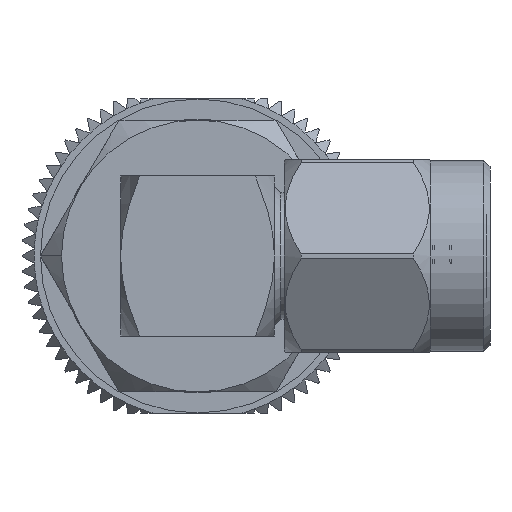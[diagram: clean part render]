
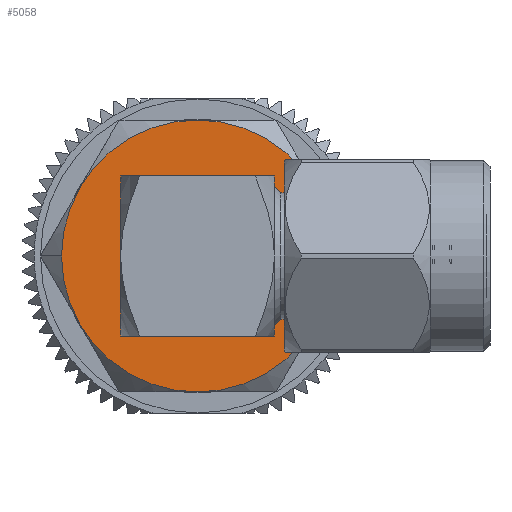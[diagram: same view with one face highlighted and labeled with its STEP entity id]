
A CAD part, left-side view. The second image highlights one B-rep face of the part: STEP entity #5058.
In plain terms, the highlighted planar face has unit normal (-1, 0, 0).
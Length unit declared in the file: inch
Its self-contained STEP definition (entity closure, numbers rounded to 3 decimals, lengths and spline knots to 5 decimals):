
#208 = EDGE_CURVE ( 'NONE', #16063, #7277, #10028, .T. ) ;
#269 = AXIS2_PLACEMENT_3D ( 'NONE', #16564, #13301, #8946 ) ;
#614 = VERTEX_POINT ( 'NONE', #6020 ) ;
#1033 = CARTESIAN_POINT ( 'NONE',  ( 0., -0.11042, 0.19125 ) ) ;
#1226 = DIRECTION ( 'NONE',  ( 0., 0., -1. ) ) ;
#1229 = VERTEX_POINT ( 'NONE', #13802 ) ;
#1627 = DIRECTION ( 'NONE',  ( 1., 0., 0. ) ) ;
#1724 = EDGE_CURVE ( 'NONE', #614, #12036, #14237, .T. ) ;
#1872 = DIRECTION ( 'NONE',  ( 1., 0., 0. ) ) ;
#2219 = CARTESIAN_POINT ( 'NONE',  ( 0., 0., 0. ) ) ;
#2234 = EDGE_CURVE ( 'NONE', #1229, #7305, #15649, .T. ) ;
#2258 = ORIENTED_EDGE ( 'NONE', *, *, #208, .F. ) ;
#2486 = EDGE_LOOP ( 'NONE', ( #9803, #2258, #5024, #3917, #8454, #16322, #5742 ) ) ;
#3166 = AXIS2_PLACEMENT_3D ( 'NONE', #8299, #3764, #9755 ) ;
#3529 = AXIS2_PLACEMENT_3D ( 'NONE', #9198, #1627, #12286 ) ;
#3764 = DIRECTION ( 'NONE',  ( 1., 0., 0. ) ) ;
#3784 = VERTEX_POINT ( 'NONE', #9487 ) ;
#3917 = ORIENTED_EDGE ( 'NONE', *, *, #9140, .F. ) ;
#4358 = AXIS2_PLACEMENT_3D ( 'NONE', #15241, #15306, #13832 ) ;
#5024 = ORIENTED_EDGE ( 'NONE', *, *, #17462, .F. ) ;
#5058 = ADVANCED_FACE ( 'NONE', ( #16032 ), #5204, .F. ) ;
#5204 = PLANE ( 'NONE',  #5643 ) ;
#5643 = AXIS2_PLACEMENT_3D ( 'NONE', #2219, #12810, #6593 ) ;
#5742 = ORIENTED_EDGE ( 'NONE', *, *, #2234, .T. ) ;
#5794 = CARTESIAN_POINT ( 'NONE',  ( 0., 0., 0. ) ) ;
#6020 = CARTESIAN_POINT ( 'NONE',  ( 0., 0., 0.22084 ) ) ;
#6593 = DIRECTION ( 'NONE',  ( 0., 0., -1. ) ) ;
#6835 = CIRCLE ( 'NONE', #3166, 0.22084 ) ;
#7277 = VERTEX_POINT ( 'NONE', #19438 ) ;
#7305 = VERTEX_POINT ( 'NONE', #11949 ) ;
#8299 = CARTESIAN_POINT ( 'NONE',  ( 0., 0., 0. ) ) ;
#8454 = ORIENTED_EDGE ( 'NONE', *, *, #1724, .F. ) ;
#8946 = DIRECTION ( 'NONE',  ( 0., 0., 1. ) ) ;
#9113 = CARTESIAN_POINT ( 'NONE',  ( 0., -0.11042, -0.19125 ) ) ;
#9140 = EDGE_CURVE ( 'NONE', #12036, #3784, #11416, .T. ) ;
#9198 = CARTESIAN_POINT ( 'NONE',  ( 0., 0., 0. ) ) ;
#9314 = EDGE_CURVE ( 'NONE', #1229, #614, #10684, .T. ) ;
#9487 = CARTESIAN_POINT ( 'NONE',  ( 0., -0.22084, 0. ) ) ;
#9574 = CIRCLE ( 'NONE', #4358, 0.22084 ) ;
#9755 = DIRECTION ( 'NONE',  ( 0., 0., -1. ) ) ;
#9803 = ORIENTED_EDGE ( 'NONE', *, *, #10170, .F. ) ;
#10028 = CIRCLE ( 'NONE', #12367, 0.22084 ) ;
#10170 = EDGE_CURVE ( 'NONE', #7277, #7305, #6835, .T. ) ;
#10428 = AXIS2_PLACEMENT_3D ( 'NONE', #13418, #11827, #1226 ) ;
#10684 = CIRCLE ( 'NONE', #3529, 0.22084 ) ;
#10982 = CARTESIAN_POINT ( 'NONE',  ( 0., 0., 0. ) ) ;
#11416 = CIRCLE ( 'NONE', #10428, 0.22084 ) ;
#11827 = DIRECTION ( 'NONE',  ( 1., 0., 0. ) ) ;
#11949 = CARTESIAN_POINT ( 'NONE',  ( 0., 0.22084, 0. ) ) ;
#12036 = VERTEX_POINT ( 'NONE', #1033 ) ;
#12286 = DIRECTION ( 'NONE',  ( 0., 0., -1. ) ) ;
#12367 = AXIS2_PLACEMENT_3D ( 'NONE', #5794, #16267, #16461 ) ;
#12810 = DIRECTION ( 'NONE',  ( 1., 0., 0. ) ) ;
#13301 = DIRECTION ( 'NONE',  ( -1., 0., 0. ) ) ;
#13418 = CARTESIAN_POINT ( 'NONE',  ( 0., 0., 0. ) ) ;
#13802 = CARTESIAN_POINT ( 'NONE',  ( 0., 0.11042, 0.19125 ) ) ;
#13832 = DIRECTION ( 'NONE',  ( 0., 0., -1. ) ) ;
#14237 = CIRCLE ( 'NONE', #15839, 0.22084 ) ;
#15241 = CARTESIAN_POINT ( 'NONE',  ( 0., 0., 0. ) ) ;
#15306 = DIRECTION ( 'NONE',  ( 1., 0., 0. ) ) ;
#15508 = DIRECTION ( 'NONE',  ( 0., 0., -1. ) ) ;
#15649 = CIRCLE ( 'NONE', #269, 0.22084 ) ;
#15839 = AXIS2_PLACEMENT_3D ( 'NONE', #10982, #1872, #15508 ) ;
#16032 = FACE_OUTER_BOUND ( 'NONE', #2486, .T. ) ;
#16063 = VERTEX_POINT ( 'NONE', #9113 ) ;
#16267 = DIRECTION ( 'NONE',  ( 1., 0., 0. ) ) ;
#16322 = ORIENTED_EDGE ( 'NONE', *, *, #9314, .F. ) ;
#16461 = DIRECTION ( 'NONE',  ( 0., 0., -1. ) ) ;
#16564 = CARTESIAN_POINT ( 'NONE',  ( 0., 0., 0. ) ) ;
#17462 = EDGE_CURVE ( 'NONE', #3784, #16063, #9574, .T. ) ;
#19438 = CARTESIAN_POINT ( 'NONE',  ( 0., 0.11042, -0.19125 ) ) ;
